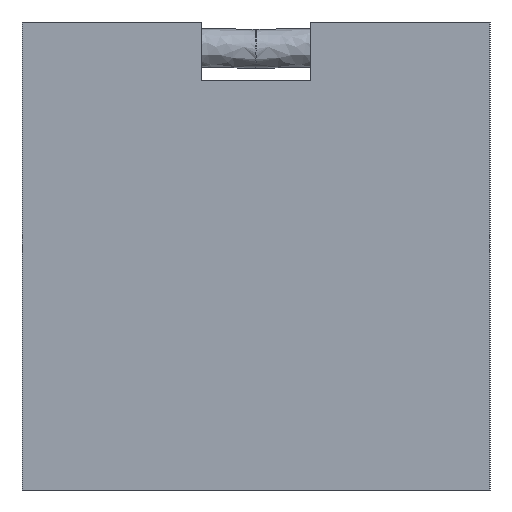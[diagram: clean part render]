
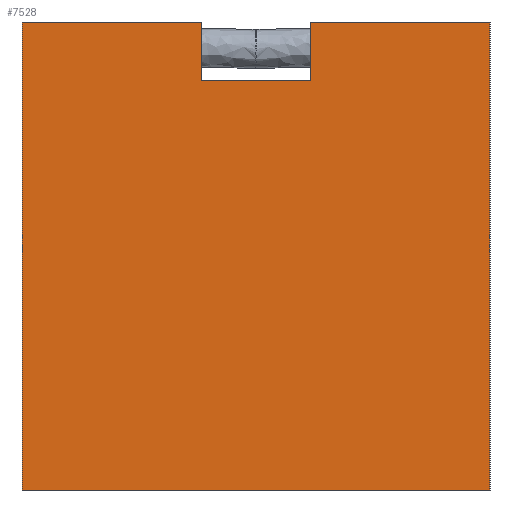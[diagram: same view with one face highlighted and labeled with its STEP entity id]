
A CAD part, left-side view. The second image highlights one B-rep face of the part: STEP entity #7528.
In plain terms, the highlighted planar face has unit normal (-1, 0, 0).
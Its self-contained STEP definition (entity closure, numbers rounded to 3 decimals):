
#9=DIRECTION('',(0.,0.,1.));
#10=VECTOR('',#9,1.2);
#11=CARTESIAN_POINT('',(-1.,-0.6,-0.525));
#12=LINE('',#11,#10);
#1256=DIRECTION('',(0.,-1.,0.));
#1257=VECTOR('',#1256,0.46);
#1258=CARTESIAN_POINT('',(-1.,0.6,0.675));
#1259=LINE('',#1258,#1257);
#1292=DIRECTION('',(0.,-1.,0.));
#1293=VECTOR('',#1292,0.46);
#1294=CARTESIAN_POINT('',(-1.,-0.14,0.675));
#1295=LINE('',#1294,#1293);
#1320=DIRECTION('',(0.,0.,1.));
#1321=VECTOR('',#1320,0.15);
#1322=CARTESIAN_POINT('',(-1.,-0.14,0.525));
#1323=LINE('',#1322,#1321);
#1324=DIRECTION('',(0.,1.,0.));
#1325=VECTOR('',#1324,1.2);
#1326=CARTESIAN_POINT('',(-1.,-0.6,-0.525));
#1327=LINE('',#1326,#1325);
#1560=DIRECTION('',(0.,1.,0.));
#1561=VECTOR('',#1560,0.28);
#1562=CARTESIAN_POINT('',(-1.,-0.14,0.525));
#1563=LINE('',#1562,#1561);
#3651=DIRECTION('',(0.,0.,-1.));
#3652=VECTOR('',#3651,1.2);
#3653=CARTESIAN_POINT('',(-1.,0.6,0.675));
#3654=LINE('',#3653,#3652);
#3704=DIRECTION('',(0.,0.,1.));
#3705=VECTOR('',#3704,0.15);
#3706=CARTESIAN_POINT('',(-1.,0.14,0.525));
#3707=LINE('',#3706,#3705);
#3713=CARTESIAN_POINT('',(-1.,-0.6,-0.525));
#3715=VERTEX_POINT('',#3713);
#3717=CARTESIAN_POINT('',(-1.,0.6,-0.525));
#3719=VERTEX_POINT('',#3717);
#3720=CARTESIAN_POINT('',(-1.,0.6,0.675));
#3721=CARTESIAN_POINT('',(-1.,0.14,0.675));
#3722=VERTEX_POINT('',#3720);
#3723=VERTEX_POINT('',#3721);
#3728=CARTESIAN_POINT('',(-1.,0.14,0.525));
#3730=VERTEX_POINT('',#3728);
#3732=CARTESIAN_POINT('',(-1.,-0.14,0.525));
#3733=VERTEX_POINT('',#3732);
#3954=CARTESIAN_POINT('',(-1.,-0.6,0.675));
#3956=VERTEX_POINT('',#3954);
#3962=CARTESIAN_POINT('',(-1.,-0.14,0.675));
#3963=VERTEX_POINT('',#3962);
#7508=CARTESIAN_POINT('',(-1.,-0.6,-0.525));
#7509=DIRECTION('',(-1.,0.,0.));
#7510=DIRECTION('',(0.,0.,1.));
#7511=AXIS2_PLACEMENT_3D('',#7508,#7509,#7510);
#7512=PLANE('',#7511);
#7514=ORIENTED_EDGE('',*,*,#7513,.F.);
#7516=ORIENTED_EDGE('',*,*,#7515,.T.);
#7517=ORIENTED_EDGE('',*,*,#7481,.T.);
#7518=ORIENTED_EDGE('',*,*,#4005,.F.);
#7520=ORIENTED_EDGE('',*,*,#7519,.T.);
#7522=ORIENTED_EDGE('',*,*,#7521,.F.);
#7523=ORIENTED_EDGE('',*,*,#7446,.T.);
#7525=ORIENTED_EDGE('',*,*,#7524,.F.);
#7526=EDGE_LOOP('',(#7514,#7516,#7517,#7518,#7520,#7522,#7523,#7525));
#7527=FACE_OUTER_BOUND('',#7526,.F.);
#7528=ADVANCED_FACE('',(#7527),#7512,.T.);
#4005=EDGE_CURVE('',#3715,#3956,#12,.T.);
#7446=EDGE_CURVE('',#3722,#3723,#1259,.T.);
#7481=EDGE_CURVE('',#3963,#3956,#1295,.T.);
#7513=EDGE_CURVE('',#3733,#3730,#1563,.T.);
#7515=EDGE_CURVE('',#3733,#3963,#1323,.T.);
#7519=EDGE_CURVE('',#3715,#3719,#1327,.T.);
#7521=EDGE_CURVE('',#3722,#3719,#3654,.T.);
#7524=EDGE_CURVE('',#3730,#3723,#3707,.T.);
